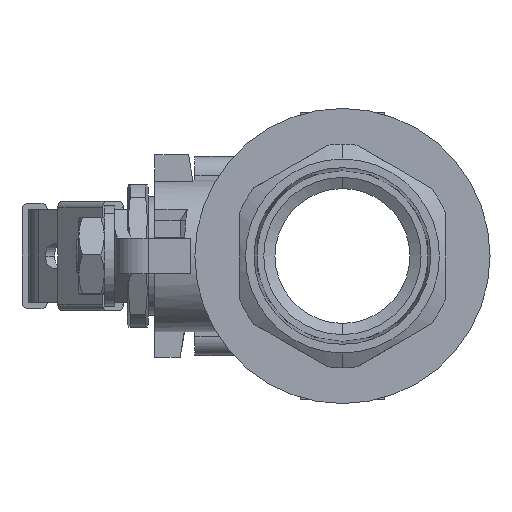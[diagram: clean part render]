
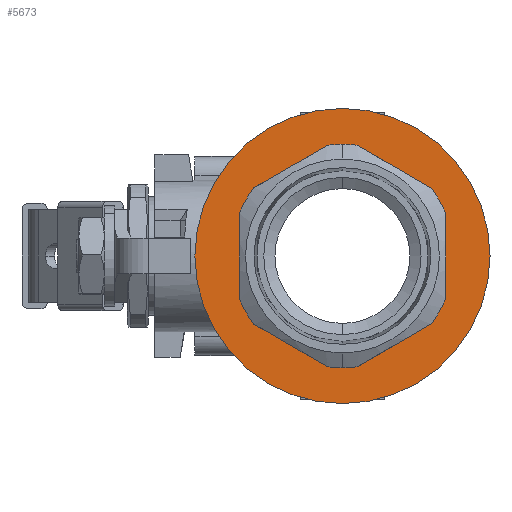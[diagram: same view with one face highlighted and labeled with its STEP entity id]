
A CAD part, left-side view. The second image highlights one B-rep face of the part: STEP entity #5673.
In plain terms, the highlighted planar face has unit normal (-1, 0, 0).
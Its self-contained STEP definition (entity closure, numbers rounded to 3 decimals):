
#240 = VERTEX_POINT ( 'NONE', #12383 ) ;
#241 = VERTEX_POINT ( 'NONE', #12487 ) ;
#257 = VERTEX_POINT ( 'NONE', #12335 ) ;
#263 = VERTEX_POINT ( 'NONE', #12359 ) ;
#264 = VERTEX_POINT ( 'NONE', #12410 ) ;
#265 = VERTEX_POINT ( 'NONE', #12348 ) ;
#342 = VERTEX_POINT ( 'NONE', #12374 ) ;
#343 = VERTEX_POINT ( 'NONE', #12389 ) ;
#344 = VERTEX_POINT ( 'NONE', #12446 ) ;
#345 = VERTEX_POINT ( 'NONE', #12481 ) ;
#348 = VERTEX_POINT ( 'NONE', #12433 ) ;
#663 = ORIENTED_EDGE ( 'NONE', *, *, #1442, .F. ) ;
#664 = ORIENTED_EDGE ( 'NONE', *, *, #1440, .F. ) ;
#665 = ORIENTED_EDGE ( 'NONE', *, *, #1438, .F. ) ;
#666 = ORIENTED_EDGE ( 'NONE', *, *, #1436, .F. ) ;
#667 = ORIENTED_EDGE ( 'NONE', *, *, #1434, .F. ) ;
#668 = ORIENTED_EDGE ( 'NONE', *, *, #1432, .F. ) ;
#669 = ORIENTED_EDGE ( 'NONE', *, *, #1430, .F. ) ;
#670 = ORIENTED_EDGE ( 'NONE', *, *, #1408, .F. ) ;
#674 = ORIENTED_EDGE ( 'NONE', *, *, #1452, .F. ) ;
#675 = ORIENTED_EDGE ( 'NONE', *, *, #1450, .F. ) ;
#676 = ORIENTED_EDGE ( 'NONE', *, *, #1448, .F. ) ;
#677 = ORIENTED_EDGE ( 'NONE', *, *, #1446, .F. ) ;
#678 = ORIENTED_EDGE ( 'NONE', *, *, #1444, .F. ) ;
#687 = ORIENTED_EDGE ( 'NONE', *, *, #1428, .F. ) ;
#688 = ORIENTED_EDGE ( 'NONE', *, *, #1416, .F. ) ;
#1408 = EDGE_CURVE ( 'NONE', #6177, #6181, #4649, .T. ) ;
#1416 = EDGE_CURVE ( 'NONE', #6180, #348, #4663, .T. ) ;
#1428 = EDGE_CURVE ( 'NONE', #348, #6180, #4683, .T. ) ;
#1430 = EDGE_CURVE ( 'NONE', #345, #6177, #4686, .T. ) ;
#1432 = EDGE_CURVE ( 'NONE', #342, #345, #4690, .T. ) ;
#1434 = EDGE_CURVE ( 'NONE', #343, #342, #4693, .T. ) ;
#1436 = EDGE_CURVE ( 'NONE', #12253, #343, #4697, .T. ) ;
#1438 = EDGE_CURVE ( 'NONE', #344, #12253, #4700, .T. ) ;
#1440 = EDGE_CURVE ( 'NONE', #241, #344, #4704, .T. ) ;
#1442 = EDGE_CURVE ( 'NONE', #264, #241, #4707, .T. ) ;
#1444 = EDGE_CURVE ( 'NONE', #265, #264, #4711, .T. ) ;
#1446 = EDGE_CURVE ( 'NONE', #263, #265, #4714, .T. ) ;
#1448 = EDGE_CURVE ( 'NONE', #240, #263, #4718, .T. ) ;
#1450 = EDGE_CURVE ( 'NONE', #257, #240, #4721, .T. ) ;
#1452 = EDGE_CURVE ( 'NONE', #6181, #257, #4725, .T. ) ;
#1829 = AXIS2_PLACEMENT_3D ( 'NONE', #7837, #7838, #7839 ) ;
#1831 = AXIS2_PLACEMENT_3D ( 'NONE', #7854, #7855, #7856 ) ;
#1835 = AXIS2_PLACEMENT_3D ( 'NONE', #7882, #7883, #7884 ) ;
#1836 = AXIS2_PLACEMENT_3D ( 'NONE', #7891, #7892, #7893 ) ;
#1837 = AXIS2_PLACEMENT_3D ( 'NONE', #7900, #7901, #7902 ) ;
#1838 = AXIS2_PLACEMENT_3D ( 'NONE', #7909, #7910, #7911 ) ;
#1839 = AXIS2_PLACEMENT_3D ( 'NONE', #7918, #7919, #7920 ) ;
#1840 = AXIS2_PLACEMENT_3D ( 'NONE', #7927, #7928, #7929 ) ;
#1841 = AXIS2_PLACEMENT_3D ( 'NONE', #7937, #7938, #7939 ) ;
#4649 = CIRCLE ( 'NONE', #1829, 26.5 ) ;
#4663 = CIRCLE ( 'NONE', #1831, 35. ) ;
#4683 = CIRCLE ( 'NONE', #1835, 35. ) ;
#4686 = LINE ( 'NONE', #7885, #4689 ) ;
#4689 = VECTOR ( 'NONE', #7886, 1000. ) ;
#4690 = CIRCLE ( 'NONE', #1836, 26.5 ) ;
#4693 = LINE ( 'NONE', #7894, #4696 ) ;
#4696 = VECTOR ( 'NONE', #7896, 1000. ) ;
#4697 = CIRCLE ( 'NONE', #1837, 26.5 ) ;
#4700 = LINE ( 'NONE', #7903, #4703 ) ;
#4703 = VECTOR ( 'NONE', #7905, 1000. ) ;
#4704 = CIRCLE ( 'NONE', #1838, 26.5 ) ;
#4707 = LINE ( 'NONE', #7912, #4710 ) ;
#4710 = VECTOR ( 'NONE', #7914, 1000. ) ;
#4711 = CIRCLE ( 'NONE', #1839, 26.5 ) ;
#4714 = LINE ( 'NONE', #7921, #4717 ) ;
#4717 = VECTOR ( 'NONE', #7923, 1000. ) ;
#4718 = CIRCLE ( 'NONE', #1840, 26.5 ) ;
#4721 = LINE ( 'NONE', #7930, #4724 ) ;
#4724 = VECTOR ( 'NONE', #7932, 1000. ) ;
#4725 = CIRCLE ( 'NONE', #1841, 26.5 ) ;
#5673 = ADVANCED_FACE ( 'NONE', ( #10081, #10085 ), #10668, .T. ) ;
#6177 = VERTEX_POINT ( 'NONE', #11072 ) ;
#6180 = VERTEX_POINT ( 'NONE', #11075 ) ;
#6181 = VERTEX_POINT ( 'NONE', #11076 ) ;
#7837 = CARTESIAN_POINT ( 'NONE',  ( -35., 0., 0. ) ) ;
#7838 = DIRECTION ( 'NONE',  ( -1., 0., 0. ) ) ;
#7839 = DIRECTION ( 'NONE',  ( 0., 0., 1. ) ) ;
#7854 = CARTESIAN_POINT ( 'NONE',  ( -35., 0., 0. ) ) ;
#7855 = DIRECTION ( 'NONE',  ( 1., 0., 0. ) ) ;
#7856 = DIRECTION ( 'NONE',  ( 0., 0., 1. ) ) ;
#7882 = CARTESIAN_POINT ( 'NONE',  ( -35., 0., 0. ) ) ;
#7883 = DIRECTION ( 'NONE',  ( 1., 0., 0. ) ) ;
#7884 = DIRECTION ( 'NONE',  ( 0., 0., 1. ) ) ;
#7885 = CARTESIAN_POINT ( 'NONE',  ( -35., -12.25, 21.218 ) ) ;
#7886 = DIRECTION ( 'NONE',  ( 0., 0.866, 0.5 ) ) ;
#7891 = CARTESIAN_POINT ( 'NONE',  ( -35., 0., 0. ) ) ;
#7892 = DIRECTION ( 'NONE',  ( -1., 0., 0. ) ) ;
#7893 = DIRECTION ( 'NONE',  ( 0., 0., 1. ) ) ;
#7894 = CARTESIAN_POINT ( 'NONE',  ( -35., -24.5, 0. ) ) ;
#7896 = DIRECTION ( 'NONE',  ( 0., 0., 1. ) ) ;
#7900 = CARTESIAN_POINT ( 'NONE',  ( -35., 0., 0. ) ) ;
#7901 = DIRECTION ( 'NONE',  ( -1., 0., 0. ) ) ;
#7902 = DIRECTION ( 'NONE',  ( 0., 0., 1. ) ) ;
#7903 = CARTESIAN_POINT ( 'NONE',  ( -35., -12.25, -21.218 ) ) ;
#7905 = DIRECTION ( 'NONE',  ( 0., -0.866, 0.5 ) ) ;
#7909 = CARTESIAN_POINT ( 'NONE',  ( -35., 0., 0. ) ) ;
#7910 = DIRECTION ( 'NONE',  ( -1., 0., 0. ) ) ;
#7911 = DIRECTION ( 'NONE',  ( 0., 0., 1. ) ) ;
#7912 = CARTESIAN_POINT ( 'NONE',  ( -35., 12.25, -21.218 ) ) ;
#7914 = DIRECTION ( 'NONE',  ( 0., -0.866, -0.5 ) ) ;
#7918 = CARTESIAN_POINT ( 'NONE',  ( -35., 0., 0. ) ) ;
#7919 = DIRECTION ( 'NONE',  ( -1., 0., 0. ) ) ;
#7920 = DIRECTION ( 'NONE',  ( 0., 0., 1. ) ) ;
#7921 = CARTESIAN_POINT ( 'NONE',  ( -35., 24.5, 0. ) ) ;
#7923 = DIRECTION ( 'NONE',  ( 0., 0., -1. ) ) ;
#7927 = CARTESIAN_POINT ( 'NONE',  ( -35., 0., 0. ) ) ;
#7928 = DIRECTION ( 'NONE',  ( -1., 0., 0. ) ) ;
#7929 = DIRECTION ( 'NONE',  ( 0., 0., 1. ) ) ;
#7930 = CARTESIAN_POINT ( 'NONE',  ( -35., 12.25, 21.218 ) ) ;
#7932 = DIRECTION ( 'NONE',  ( 0., 0.866, -0.5 ) ) ;
#7937 = CARTESIAN_POINT ( 'NONE',  ( -35., 0., 0. ) ) ;
#7938 = DIRECTION ( 'NONE',  ( -1., 0., 0. ) ) ;
#7939 = DIRECTION ( 'NONE',  ( 0., 0., 1. ) ) ;
#9819 = AXIS2_PLACEMENT_3D ( 'NONE', #10665, #10670, #10671 ) ;
#10081 = FACE_OUTER_BOUND ( 'NONE', #11923, .T. ) ;
#10085 = FACE_BOUND ( 'NONE', #11912, .T. ) ;
#10665 = CARTESIAN_POINT ( 'NONE',  ( -35., 0., 0. ) ) ;
#10668 = PLANE ( 'NONE',  #9819 ) ;
#10670 = DIRECTION ( 'NONE',  ( -1., 0., 0. ) ) ;
#10671 = DIRECTION ( 'NONE',  ( 0., 0., 1. ) ) ;
#11072 = CARTESIAN_POINT ( 'NONE',  ( -35., -3.504, 26.267 ) ) ;
#11075 = CARTESIAN_POINT ( 'NONE',  ( -35., 0., -35. ) ) ;
#11076 = CARTESIAN_POINT ( 'NONE',  ( -35., 0., 26.5 ) ) ;
#11374 = CARTESIAN_POINT ( 'NONE',  ( -35., -20.996, -16.168 ) ) ;
#11912 = EDGE_LOOP ( 'NONE', ( #670, #669, #668, #667, #666, #665, #664, #663, #678, #677, #676, #675, #674 ) ) ;
#11923 = EDGE_LOOP ( 'NONE', ( #688, #687 ) ) ;
#12253 = VERTEX_POINT ( 'NONE', #11374 ) ;
#12335 = CARTESIAN_POINT ( 'NONE',  ( -35., 3.504, 26.267 ) ) ;
#12348 = CARTESIAN_POINT ( 'NONE',  ( -35., 24.5, -10.1 ) ) ;
#12359 = CARTESIAN_POINT ( 'NONE',  ( -35., 24.5, 10.1 ) ) ;
#12374 = CARTESIAN_POINT ( 'NONE',  ( -35., -24.5, 10.1 ) ) ;
#12383 = CARTESIAN_POINT ( 'NONE',  ( -35., 20.996, 16.168 ) ) ;
#12389 = CARTESIAN_POINT ( 'NONE',  ( -35., -24.5, -10.1 ) ) ;
#12410 = CARTESIAN_POINT ( 'NONE',  ( -35., 20.996, -16.168 ) ) ;
#12433 = CARTESIAN_POINT ( 'NONE',  ( -35., 0., 35. ) ) ;
#12446 = CARTESIAN_POINT ( 'NONE',  ( -35., -3.504, -26.267 ) ) ;
#12481 = CARTESIAN_POINT ( 'NONE',  ( -35., -20.996, 16.168 ) ) ;
#12487 = CARTESIAN_POINT ( 'NONE',  ( -35., 3.504, -26.267 ) ) ;
